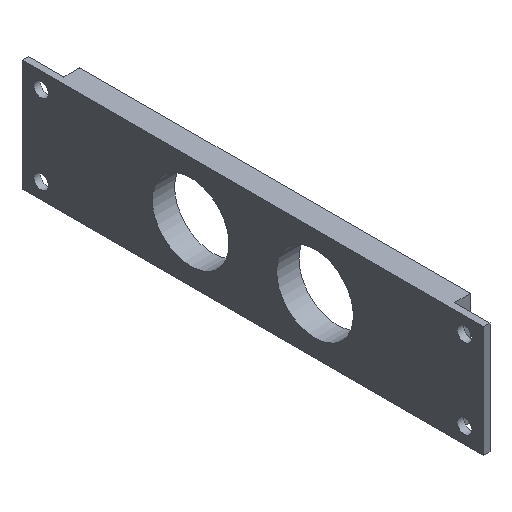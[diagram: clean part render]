
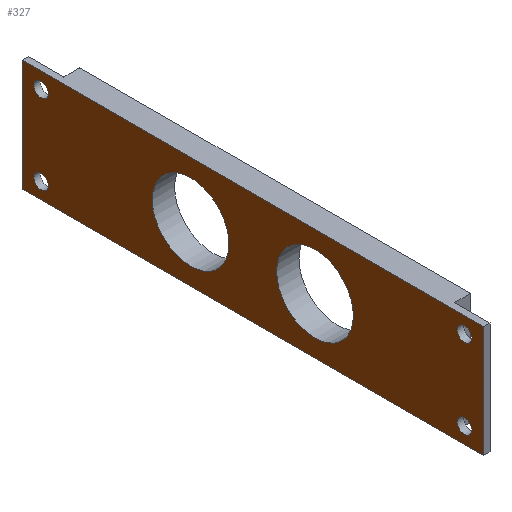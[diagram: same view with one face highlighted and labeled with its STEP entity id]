
A CAD part, isometric view. The second image highlights one B-rep face of the part: STEP entity #327.
In plain terms, the highlighted planar face has unit normal (-1, 0, 0).
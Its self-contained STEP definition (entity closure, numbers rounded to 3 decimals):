
#21=FACE_BOUND('',#74,.T.);
#22=FACE_BOUND('',#75,.T.);
#23=FACE_BOUND('',#76,.T.);
#24=FACE_BOUND('',#77,.T.);
#25=FACE_BOUND('',#78,.T.);
#26=FACE_BOUND('',#79,.T.);
#35=PLANE('',#357);
#51=FACE_OUTER_BOUND('',#73,.T.);
#73=EDGE_LOOP('',(#293,#294,#295,#296));
#74=EDGE_LOOP('',(#297));
#75=EDGE_LOOP('',(#298));
#76=EDGE_LOOP('',(#299));
#77=EDGE_LOOP('',(#300));
#78=EDGE_LOOP('',(#301));
#79=EDGE_LOOP('',(#302));
#87=LINE('',#487,#117);
#95=LINE('',#503,#125);
#101=LINE('',#515,#131);
#110=LINE('',#532,#140);
#117=VECTOR('',#405,10.);
#125=VECTOR('',#415,10.);
#131=VECTOR('',#425,10.);
#140=VECTOR('',#444,10.);
#141=CIRCLE('',#332,12.025);
#143=CIRCLE('',#335,12.025);
#145=CIRCLE('',#338,2.25);
#147=CIRCLE('',#341,2.25);
#149=CIRCLE('',#344,2.25);
#151=CIRCLE('',#347,2.25);
#153=VERTEX_POINT('',#449);
#155=VERTEX_POINT('',#455);
#157=VERTEX_POINT('',#461);
#159=VERTEX_POINT('',#467);
#161=VERTEX_POINT('',#473);
#163=VERTEX_POINT('',#479);
#165=VERTEX_POINT('',#485);
#166=VERTEX_POINT('',#486);
#173=VERTEX_POINT('',#502);
#177=VERTEX_POINT('',#514);
#181=EDGE_CURVE('',#153,#153,#141,.T.);
#184=EDGE_CURVE('',#155,#155,#143,.T.);
#187=EDGE_CURVE('',#157,#157,#145,.T.);
#190=EDGE_CURVE('',#159,#159,#147,.T.);
#193=EDGE_CURVE('',#161,#161,#149,.T.);
#196=EDGE_CURVE('',#163,#163,#151,.T.);
#199=EDGE_CURVE('',#165,#166,#87,.T.);
#207=EDGE_CURVE('',#166,#173,#95,.T.);
#213=EDGE_CURVE('',#173,#177,#101,.T.);
#222=EDGE_CURVE('',#177,#165,#110,.T.);
#293=ORIENTED_EDGE('',*,*,#213,.F.);
#294=ORIENTED_EDGE('',*,*,#207,.F.);
#295=ORIENTED_EDGE('',*,*,#199,.F.);
#296=ORIENTED_EDGE('',*,*,#222,.F.);
#297=ORIENTED_EDGE('',*,*,#181,.T.);
#298=ORIENTED_EDGE('',*,*,#184,.T.);
#299=ORIENTED_EDGE('',*,*,#187,.T.);
#300=ORIENTED_EDGE('',*,*,#190,.T.);
#301=ORIENTED_EDGE('',*,*,#193,.T.);
#302=ORIENTED_EDGE('',*,*,#196,.T.);
#327=ADVANCED_FACE('',(#51,#21,#22,#23,#24,#25,#26),#35,.T.);
#332=AXIS2_PLACEMENT_3D('',#450,#363,#364);
#335=AXIS2_PLACEMENT_3D('',#456,#370,#371);
#338=AXIS2_PLACEMENT_3D('',#462,#377,#378);
#341=AXIS2_PLACEMENT_3D('',#468,#384,#385);
#344=AXIS2_PLACEMENT_3D('',#474,#391,#392);
#347=AXIS2_PLACEMENT_3D('',#480,#398,#399);
#357=AXIS2_PLACEMENT_3D('',#531,#442,#443);
#363=DIRECTION('center_axis',(1.,0.,0.));
#364=DIRECTION('ref_axis',(0.,-1.,0.));
#370=DIRECTION('center_axis',(1.,0.,0.));
#371=DIRECTION('ref_axis',(0.,-1.,0.));
#377=DIRECTION('center_axis',(1.,0.,0.));
#378=DIRECTION('ref_axis',(0.,-1.,0.));
#384=DIRECTION('center_axis',(1.,0.,0.));
#385=DIRECTION('ref_axis',(0.,-1.,0.));
#391=DIRECTION('center_axis',(1.,0.,0.));
#392=DIRECTION('ref_axis',(0.,-1.,0.));
#398=DIRECTION('center_axis',(1.,0.,0.));
#399=DIRECTION('ref_axis',(0.,-1.,0.));
#405=DIRECTION('',(0.,1.,0.));
#415=DIRECTION('',(0.,0.,1.));
#425=DIRECTION('',(0.,-1.,0.));
#442=DIRECTION('center_axis',(-1.,0.,0.));
#443=DIRECTION('ref_axis',(0.,-1.,0.));
#444=DIRECTION('',(0.,0.,-1.));
#449=CARTESIAN_POINT('',(-167.,85.025,17.5));
#450=CARTESIAN_POINT('Origin',(-167.,73.,17.5));
#455=CARTESIAN_POINT('',(-167.,124.025,17.5));
#456=CARTESIAN_POINT('Origin',(-167.,112.,17.5));
#461=CARTESIAN_POINT('',(-167.,28.35,5.));
#462=CARTESIAN_POINT('Origin',(-167.,26.1,5.));
#467=CARTESIAN_POINT('',(-167.,28.35,30.));
#468=CARTESIAN_POINT('Origin',(-167.,26.1,30.));
#473=CARTESIAN_POINT('',(-167.,161.15,5.));
#474=CARTESIAN_POINT('Origin',(-167.,158.9,5.));
#479=CARTESIAN_POINT('',(-167.,161.15,30.));
#480=CARTESIAN_POINT('Origin',(-167.,158.9,30.));
#485=CARTESIAN_POINT('',(-167.,20.1,0.));
#486=CARTESIAN_POINT('',(-167.,164.9,0.));
#487=CARTESIAN_POINT('',(-167.,129.45,0.));
#502=CARTESIAN_POINT('',(-167.,164.9,35.));
#503=CARTESIAN_POINT('',(-167.,164.9,17.5));
#514=CARTESIAN_POINT('',(-167.,20.1,35.));
#515=CARTESIAN_POINT('',(-167.,129.45,35.));
#531=CARTESIAN_POINT('Origin',(-167.,164.,0.));
#532=CARTESIAN_POINT('',(-167.,20.1,0.));
